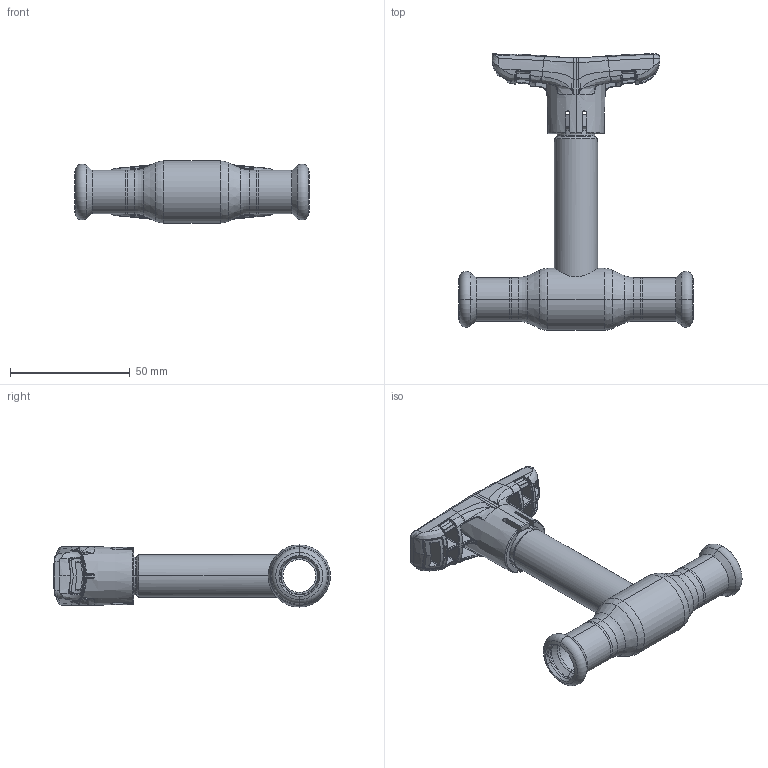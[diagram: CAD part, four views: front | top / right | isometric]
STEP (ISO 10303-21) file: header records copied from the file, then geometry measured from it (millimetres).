
FILE_DESCRIPTION (( 'STEP AP214' ), '1' );
FILE_NAME ('1010000101-1400.step', '2023-12-08T10:12:52', ( '' ), ( '' ), 'SwSTEP 2.0', 'SolidWorks 2021', '' );
FILE_SCHEMA (( 'AUTOMOTIVE_DESIGN' ));
Length unit declared in the file: millimetre
Products named in the file (1): 1010000101-1400
Bounding box: 98 x 115.79 x 26 mm (x, y, z)
Surface area: 22887.7 mm2 (no closed solid volume)
Topology: 0 solids, 8 shells, 694 faces, 2145 edges, 1368 vertices
Faces by surface type: bspline 548, plane 46, cylinder 35, cone 31, torus 25, sphere 9
Entity records: 54726 total; most frequent: CARTESIAN_POINT 33107, ORIENTED_EDGE 3641, EDGE_CURVE 2133, B_SPLINE_CURVE_WITH_KNOTS 1475, DIRECTION 1448, VERTEX_POINT 1364, EDGE_LOOP 701, UNCERTAINTY_MEASURE_WITH_UNIT 696
